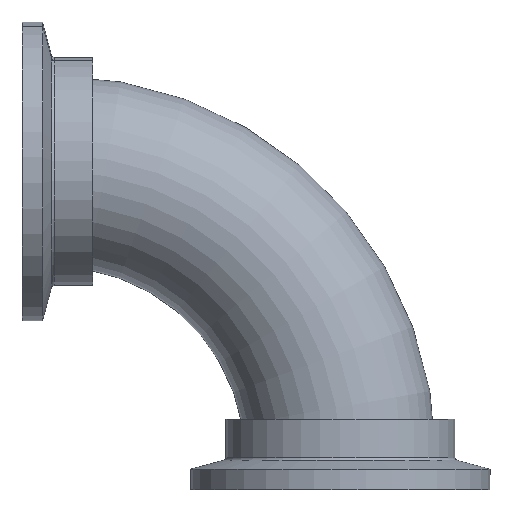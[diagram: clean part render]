
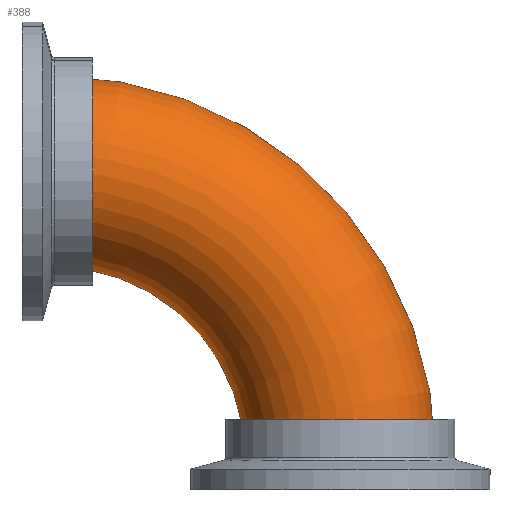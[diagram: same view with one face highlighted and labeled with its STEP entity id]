
A CAD part, left-side view. The second image highlights one B-rep face of the part: STEP entity #388.
In plain terms, the highlighted toroidal (fillet/blend) face has major radius 38.1 mm and minor radius 12.7 mm.
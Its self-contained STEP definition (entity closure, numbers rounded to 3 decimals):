
#15 = EDGE_CURVE ( 'NONE', #176, #572, #288, .T. ) ;
#18 = VERTEX_POINT ( 'NONE', #436 ) ;
#47 = ORIENTED_EDGE ( 'NONE', *, *, #469, .T. ) ;
#79 = EDGE_CURVE ( 'NONE', #572, #125, #250, .T. ) ;
#125 = VERTEX_POINT ( 'NONE', #380 ) ;
#127 = TOROIDAL_SURFACE ( 'NONE', #322, 38.1, 12.7 ) ;
#150 = AXIS2_PLACEMENT_3D ( 'NONE', #623, #204, #741 ) ;
#172 = DIRECTION ( 'NONE',  ( 1., 0., 0. ) ) ;
#176 = VERTEX_POINT ( 'NONE', #686 ) ;
#188 = DIRECTION ( 'NONE',  ( 0., 1., 0. ) ) ;
#204 = DIRECTION ( 'NONE',  ( 0., 0., 1. ) ) ;
#245 = DIRECTION ( 'NONE',  ( 1., 0., 0. ) ) ;
#248 = DIRECTION ( 'NONE',  ( 0., 0., -1. ) ) ;
#250 = CIRCLE ( 'NONE', #419, 50.8 ) ;
#288 = CIRCLE ( 'NONE', #392, 12.7 ) ;
#296 = CARTESIAN_POINT ( 'NONE',  ( 0., 38.1, 0. ) ) ;
#322 = AXIS2_PLACEMENT_3D ( 'NONE', #722, #427, #248 ) ;
#323 = CARTESIAN_POINT ( 'NONE',  ( 0., 38.1, 50.8 ) ) ;
#361 = AXIS2_PLACEMENT_3D ( 'NONE', #296, #674, #434 ) ;
#380 = CARTESIAN_POINT ( 'NONE',  ( 0., -12.7, 0. ) ) ;
#388 = ADVANCED_FACE ( 'NONE', ( #543 ), #127, .T. ) ;
#392 = AXIS2_PLACEMENT_3D ( 'NONE', #614, #188, #172 ) ;
#415 = EDGE_LOOP ( 'NONE', ( #610, #598, #47, #670 ) ) ;
#419 = AXIS2_PLACEMENT_3D ( 'NONE', #789, #245, #733 ) ;
#427 = DIRECTION ( 'NONE',  ( 1., 0., 0. ) ) ;
#434 = DIRECTION ( 'NONE',  ( 0., 0., -1. ) ) ;
#436 = CARTESIAN_POINT ( 'NONE',  ( 0., 12.7, 0. ) ) ;
#469 = EDGE_CURVE ( 'NONE', #176, #18, #708, .T. ) ;
#543 = FACE_OUTER_BOUND ( 'NONE', #415, .T. ) ;
#546 = EDGE_CURVE ( 'NONE', #18, #125, #740, .T. ) ;
#572 = VERTEX_POINT ( 'NONE', #323 ) ;
#598 = ORIENTED_EDGE ( 'NONE', *, *, #15, .F. ) ;
#610 = ORIENTED_EDGE ( 'NONE', *, *, #79, .F. ) ;
#614 = CARTESIAN_POINT ( 'NONE',  ( 0., 38.1, 38.1 ) ) ;
#623 = CARTESIAN_POINT ( 'NONE',  ( 0., 0., 0. ) ) ;
#670 = ORIENTED_EDGE ( 'NONE', *, *, #546, .T. ) ;
#674 = DIRECTION ( 'NONE',  ( 1., 0., 0. ) ) ;
#686 = CARTESIAN_POINT ( 'NONE',  ( 0., 38.1, 25.4 ) ) ;
#708 = CIRCLE ( 'NONE', #361, 25.4 ) ;
#722 = CARTESIAN_POINT ( 'NONE',  ( 0., 38.1, 0. ) ) ;
#733 = DIRECTION ( 'NONE',  ( 0., 0., -1. ) ) ;
#740 = CIRCLE ( 'NONE', #150, 12.7 ) ;
#741 = DIRECTION ( 'NONE',  ( 1., 0., 0. ) ) ;
#789 = CARTESIAN_POINT ( 'NONE',  ( 0., 38.1, 0. ) ) ;
